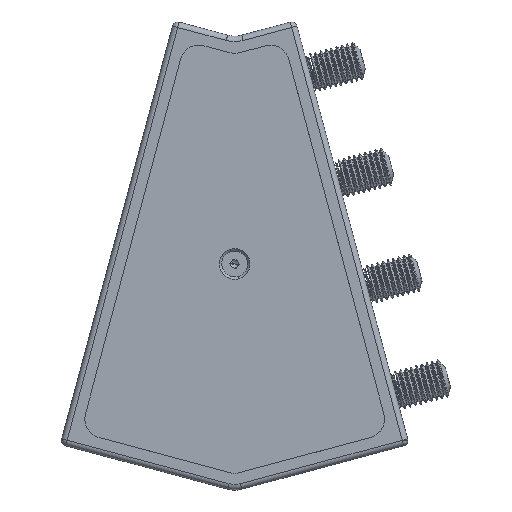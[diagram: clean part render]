
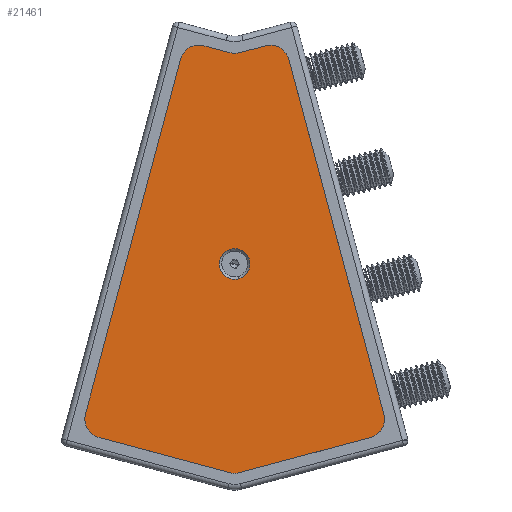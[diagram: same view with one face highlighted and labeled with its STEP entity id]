
A CAD part, top view. The second image highlights one B-rep face of the part: STEP entity #21461.
In plain terms, the highlighted planar face has unit normal (0, 0, 1).
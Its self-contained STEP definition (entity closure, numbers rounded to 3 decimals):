
#2197 = CARTESIAN_POINT ( 'NONE',  ( -0.978, -0.729, 19.021 ) ) ;
#2198 = DIRECTION ( 'NONE',  ( 0., 0., 1. ) ) ;
#2199 = DIRECTION ( 'NONE',  ( -0.259, 0.966, 0. ) ) ;
#2203 = CARTESIAN_POINT ( 'NONE',  ( 16.991, 80.696, 19.021 ) ) ;
#2204 = DIRECTION ( 'NONE',  ( -0.259, 0.966, 0. ) ) ;
#2242 = CARTESIAN_POINT ( 'NONE',  ( 46.723, -57.311, 19.021 ) ) ;
#2243 = DIRECTION ( 'NONE',  ( 0., 0., 1. ) ) ;
#2244 = DIRECTION ( 'NONE',  ( -0.259, 0.966, 0. ) ) ;
#2245 = CARTESIAN_POINT ( 'NONE',  ( -57.253, -62.261, 19.021 ) ) ;
#2246 = DIRECTION ( 'NONE',  ( 0.966, -0.259, 0. ) ) ;
#2250 = CARTESIAN_POINT ( 'NONE',  ( 55.296, -62.261, 19.021 ) ) ;
#2251 = DIRECTION ( 'NONE',  ( 0.966, 0.259, 0. ) ) ;
#2252 = CARTESIAN_POINT ( 'NONE',  ( -0.978, -0.729, 19.021 ) ) ;
#2253 = DIRECTION ( 'NONE',  ( 0., 0., 1. ) ) ;
#2254 = DIRECTION ( 'NONE',  ( -0.259, 0.966, 0. ) ) ;
#2255 = CARTESIAN_POINT ( 'NONE',  ( 16.991, 80.696, 19.021 ) ) ;
#2256 = DIRECTION ( 'NONE',  ( -0.966, -0.259, 0. ) ) ;
#2257 = CARTESIAN_POINT ( 'NONE',  ( -0.978, -73.198, 19.021 ) ) ;
#2258 = DIRECTION ( 'NONE',  ( 0., 0., 1. ) ) ;
#2259 = DIRECTION ( 'NONE',  ( -0.259, 0.966, 0. ) ) ;
#2260 = CARTESIAN_POINT ( 'NONE',  ( -18.948, 80.696, 19.021 ) ) ;
#2261 = DIRECTION ( 'NONE',  ( -0.966, 0.259, 0. ) ) ;
#2262 = CARTESIAN_POINT ( 'NONE',  ( 12.041, 72.123, 19.021 ) ) ;
#2263 = DIRECTION ( 'NONE',  ( 0., 0., 1. ) ) ;
#2264 = DIRECTION ( 'NONE',  ( -0.259, 0.966, 0. ) ) ;
#2265 = CARTESIAN_POINT ( 'NONE',  ( -18.948, 80.696, 19.021 ) ) ;
#2266 = DIRECTION ( 'NONE',  ( -0.259, -0.966, 0. ) ) ;
#2267 = CARTESIAN_POINT ( 'NONE',  ( -0.978, 86.234, 19.021 ) ) ;
#2268 = DIRECTION ( 'NONE',  ( 0., 0., -1. ) ) ;
#2269 = DIRECTION ( 'NONE',  ( -0.259, 0.966, 0. ) ) ;
#2272 = CARTESIAN_POINT ( 'NONE',  ( -13.998, 72.123, 19.021 ) ) ;
#2273 = DIRECTION ( 'NONE',  ( 0., 0., 1. ) ) ;
#2274 = DIRECTION ( 'NONE',  ( -0.259, 0.966, 0. ) ) ;
#2276 = CARTESIAN_POINT ( 'NONE',  ( -48.68, -57.311, 19.021 ) ) ;
#2277 = DIRECTION ( 'NONE',  ( 0., 0., 1. ) ) ;
#2278 = DIRECTION ( 'NONE',  ( -0.259, 0.966, 0. ) ) ;
#4385 = VERTEX_POINT ( 'NONE', #27514 ) ;
#4411 = VERTEX_POINT ( 'NONE', #27539 ) ;
#4507 = VERTEX_POINT ( 'NONE', #27634 ) ;
#4513 = VERTEX_POINT ( 'NONE', #27640 ) ;
#4516 = VERTEX_POINT ( 'NONE', #27643 ) ;
#4519 = VERTEX_POINT ( 'NONE', #27645 ) ;
#4520 = VERTEX_POINT ( 'NONE', #27646 ) ;
#4522 = VERTEX_POINT ( 'NONE', #27648 ) ;
#4524 = VERTEX_POINT ( 'NONE', #27650 ) ;
#4525 = VERTEX_POINT ( 'NONE', #27651 ) ;
#4536 = VERTEX_POINT ( 'NONE', #27662 ) ;
#4546 = VERTEX_POINT ( 'NONE', #27671 ) ;
#4548 = VERTEX_POINT ( 'NONE', #27673 ) ;
#4549 = VERTEX_POINT ( 'NONE', #27674 ) ;
#5126 = ORIENTED_EDGE ( 'NONE', *, *, #9918, .F. ) ;
#5127 = ORIENTED_EDGE ( 'NONE', *, *, #9896, .F. ) ;
#5128 = ORIENTED_EDGE ( 'NONE', *, *, #9919, .T. ) ;
#5129 = ORIENTED_EDGE ( 'NONE', *, *, #9920, .T. ) ;
#5130 = ORIENTED_EDGE ( 'NONE', *, *, #9921, .T. ) ;
#5131 = ORIENTED_EDGE ( 'NONE', *, *, #9915, .T. ) ;
#5132 = ORIENTED_EDGE ( 'NONE', *, *, #9900, .T. ) ;
#5133 = ORIENTED_EDGE ( 'NONE', *, *, #9922, .T. ) ;
#5134 = ORIENTED_EDGE ( 'NONE', *, *, #9923, .T. ) ;
#5135 = ORIENTED_EDGE ( 'NONE', *, *, #9924, .T. ) ;
#5136 = ORIENTED_EDGE ( 'NONE', *, *, #9925, .T. ) ;
#5137 = ORIENTED_EDGE ( 'NONE', *, *, #9926, .T. ) ;
#5138 = ORIENTED_EDGE ( 'NONE', *, *, #9927, .T. ) ;
#5139 = ORIENTED_EDGE ( 'NONE', *, *, #9928, .T. ) ;
#9896 = EDGE_CURVE ( 'NONE', #4525, #4524, #28793, .T. ) ;
#9900 = EDGE_CURVE ( 'NONE', #4522, #4549, #28799, .T. ) ;
#9915 = EDGE_CURVE ( 'NONE', #4546, #4522, #28822, .T. ) ;
#9918 = EDGE_CURVE ( 'NONE', #4524, #4525, #28826, .T. ) ;
#9919 = EDGE_CURVE ( 'NONE', #4516, #4513, #28827, .T. ) ;
#9920 = EDGE_CURVE ( 'NONE', #4513, #4536, #28828, .T. ) ;
#9921 = EDGE_CURVE ( 'NONE', #4536, #4546, #28830, .T. ) ;
#9922 = EDGE_CURVE ( 'NONE', #4549, #4548, #28831, .T. ) ;
#9923 = EDGE_CURVE ( 'NONE', #4548, #4520, #28833, .T. ) ;
#9924 = EDGE_CURVE ( 'NONE', #4520, #4385, #28834, .T. ) ;
#9925 = EDGE_CURVE ( 'NONE', #4385, #4411, #28836, .T. ) ;
#9926 = EDGE_CURVE ( 'NONE', #4411, #4507, #28837, .T. ) ;
#9927 = EDGE_CURVE ( 'NONE', #4507, #4519, #28839, .T. ) ;
#9928 = EDGE_CURVE ( 'NONE', #4519, #4516, #28840, .T. ) ;
#19488 = FACE_BOUND ( 'NONE', #25654, .T. ) ;
#19490 = FACE_OUTER_BOUND ( 'NONE', #25638, .T. ) ;
#21461 = ADVANCED_FACE ( 'NONE', ( #19488, #19490 ), #29859, .T. ) ;
#25638 = EDGE_LOOP ( 'NONE', ( #5128, #5129, #5130, #5131, #5132, #5133, #5134, #5135, #5136, #5137, #5138, #5139 ) ) ;
#25654 = EDGE_LOOP ( 'NONE', ( #5126, #5127 ) ) ;
#26481 = AXIS2_PLACEMENT_3D ( 'NONE', #2197, #2198, #2199 ) ;
#26490 = AXIS2_PLACEMENT_3D ( 'NONE', #2242, #2243, #2244 ) ;
#26492 = AXIS2_PLACEMENT_3D ( 'NONE', #2252, #2253, #2254 ) ;
#26493 = AXIS2_PLACEMENT_3D ( 'NONE', #2257, #2258, #2259 ) ;
#26494 = AXIS2_PLACEMENT_3D ( 'NONE', #2262, #2263, #2264 ) ;
#26495 = AXIS2_PLACEMENT_3D ( 'NONE', #2267, #2268, #2269 ) ;
#26496 = AXIS2_PLACEMENT_3D ( 'NONE', #2272, #2273, #2274 ) ;
#26497 = AXIS2_PLACEMENT_3D ( 'NONE', #2276, #2277, #2278 ) ;
#26970 = AXIS2_PLACEMENT_3D ( 'NONE', #29856, #29861, #29862 ) ;
#27514 = CARTESIAN_POINT ( 'NONE',  ( -3.567, 76.575, 19.021 ) ) ;
#27539 = CARTESIAN_POINT ( 'NONE',  ( -12.187, 78.885, 19.021 ) ) ;
#27634 = CARTESIAN_POINT ( 'NONE',  ( -20.76, 73.935, 19.021 ) ) ;
#27640 = CARTESIAN_POINT ( 'NONE',  ( -2.014, -77.062, 19.021 ) ) ;
#27643 = CARTESIAN_POINT ( 'NONE',  ( -50.492, -64.072, 19.021 ) ) ;
#27645 = CARTESIAN_POINT ( 'NONE',  ( -55.442, -55.499, 19.021 ) ) ;
#27646 = CARTESIAN_POINT ( 'NONE',  ( 1.61, 76.575, 19.021 ) ) ;
#27648 = CARTESIAN_POINT ( 'NONE',  ( 53.485, -55.499, 19.021 ) ) ;
#27650 = CARTESIAN_POINT ( 'NONE',  ( -2.428, 4.68, 19.021 ) ) ;
#27651 = CARTESIAN_POINT ( 'NONE',  ( 0.471, -6.138, 19.021 ) ) ;
#27662 = CARTESIAN_POINT ( 'NONE',  ( 0.057, -77.062, 19.021 ) ) ;
#27671 = CARTESIAN_POINT ( 'NONE',  ( 48.535, -64.072, 19.021 ) ) ;
#27673 = CARTESIAN_POINT ( 'NONE',  ( 10.23, 78.885, 19.021 ) ) ;
#27674 = CARTESIAN_POINT ( 'NONE',  ( 18.803, 73.935, 19.021 ) ) ;
#28793 = CIRCLE ( 'NONE', #26481, 5.6 ) ;
#28799 = LINE ( 'NONE', #2203, #28802 ) ;
#28802 = VECTOR ( 'NONE', #2204, 1000. ) ;
#28822 = CIRCLE ( 'NONE', #26490, 7. ) ;
#28826 = CIRCLE ( 'NONE', #26492, 5.6 ) ;
#28827 = LINE ( 'NONE', #2245, #28829 ) ;
#28828 = CIRCLE ( 'NONE', #26493, 4. ) ;
#28829 = VECTOR ( 'NONE', #2246, 1000. ) ;
#28830 = LINE ( 'NONE', #2250, #28832 ) ;
#28831 = CIRCLE ( 'NONE', #26494, 7. ) ;
#28832 = VECTOR ( 'NONE', #2251, 1000. ) ;
#28833 = LINE ( 'NONE', #2255, #28835 ) ;
#28834 = CIRCLE ( 'NONE', #26495, 10. ) ;
#28835 = VECTOR ( 'NONE', #2256, 1000. ) ;
#28836 = LINE ( 'NONE', #2260, #28838 ) ;
#28837 = CIRCLE ( 'NONE', #26496, 7. ) ;
#28838 = VECTOR ( 'NONE', #2261, 1000. ) ;
#28839 = LINE ( 'NONE', #2265, #28841 ) ;
#28840 = CIRCLE ( 'NONE', #26497, 7. ) ;
#28841 = VECTOR ( 'NONE', #2266, 1000. ) ;
#29856 = CARTESIAN_POINT ( 'NONE',  ( -0.978, 46.88, 19.021 ) ) ;
#29859 = PLANE ( 'NONE',  #26970 ) ;
#29861 = DIRECTION ( 'NONE',  ( 0., 0., 1. ) ) ;
#29862 = DIRECTION ( 'NONE',  ( -0.259, 0.966, 0. ) ) ;
